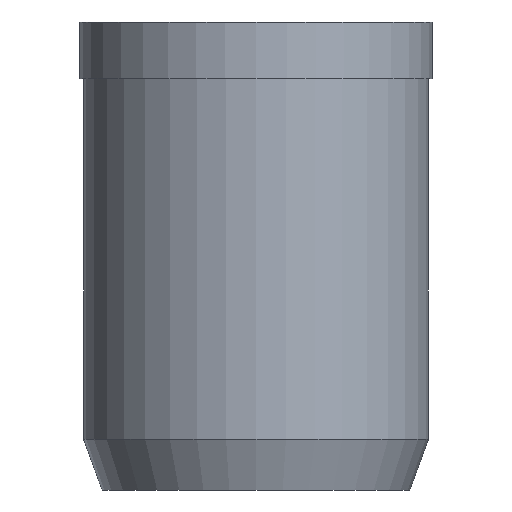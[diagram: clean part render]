
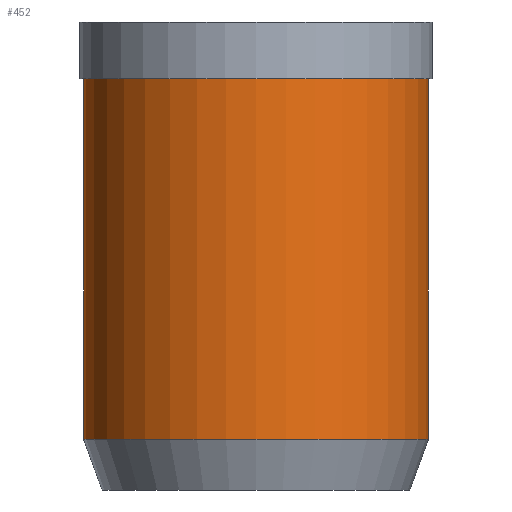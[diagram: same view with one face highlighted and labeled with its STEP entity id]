
A CAD part, left-side view. The second image highlights one B-rep face of the part: STEP entity #452.
In plain terms, the highlighted cylindrical face has radius 7 mm (diameter 14 mm), a partial arc.
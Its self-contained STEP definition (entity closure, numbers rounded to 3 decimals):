
#80=CARTESIAN_POINT('',(0.,0.,-2.3));
#81=DIRECTION('',(0.,0.,-1.));
#82=DIRECTION('',(0.,-1.,0.));
#83=AXIS2_PLACEMENT_3D('',#80,#81,#82);
#96=DIRECTION('',(0.,0.,-1.));
#97=VECTOR('',#96,14.639);
#98=CARTESIAN_POINT('',(0.,-7.,-2.3));
#99=LINE('',#98,#97);
#103=DIRECTION('',(0.,0.,-1.));
#104=VECTOR('',#103,14.639);
#105=CARTESIAN_POINT('',(0.,7.,-2.3));
#106=LINE('',#105,#104);
#125=CARTESIAN_POINT('',(0.,0.,-16.939));
#126=DIRECTION('',(0.,0.,1.));
#127=DIRECTION('',(0.,1.,0.));
#128=AXIS2_PLACEMENT_3D('',#125,#126,#127);
#364=CARTESIAN_POINT('',(0.,7.,-16.939));
#365=VERTEX_POINT('',#364);
#366=CARTESIAN_POINT('',(0.,-7.,-16.939));
#367=VERTEX_POINT('',#366);
#368=CARTESIAN_POINT('',(0.,7.,-2.3));
#369=VERTEX_POINT('',#368);
#370=CARTESIAN_POINT('',(0.,-7.,-2.3));
#371=VERTEX_POINT('',#370);
#438=CARTESIAN_POINT('',(0.,0.,0.95));
#439=DIRECTION('',(0.,0.,-1.));
#440=DIRECTION('',(0.,-1.,0.));
#441=AXIS2_PLACEMENT_3D('',#438,#439,#440);
#442=CYLINDRICAL_SURFACE('',#441,7.);
#444=ORIENTED_EDGE('',*,*,#443,.F.);
#445=ORIENTED_EDGE('',*,*,#431,.F.);
#447=ORIENTED_EDGE('',*,*,#446,.T.);
#449=ORIENTED_EDGE('',*,*,#448,.F.);
#450=EDGE_LOOP('',(#444,#445,#447,#449));
#451=FACE_OUTER_BOUND('',#450,.F.);
#84=CIRCLE('',#83,7.);
#129=CIRCLE('',#128,7.);
#431=EDGE_CURVE('',#371,#369,#84,.T.);
#443=EDGE_CURVE('',#369,#365,#106,.T.);
#446=EDGE_CURVE('',#371,#367,#99,.T.);
#448=EDGE_CURVE('',#365,#367,#129,.T.);
#452=ADVANCED_FACE('',(#451),#442,.T.);
